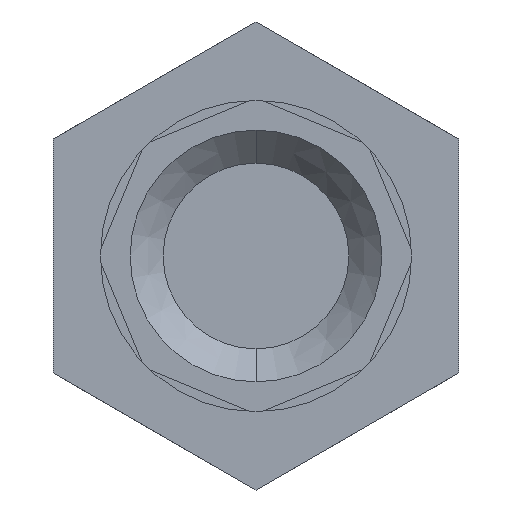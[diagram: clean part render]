
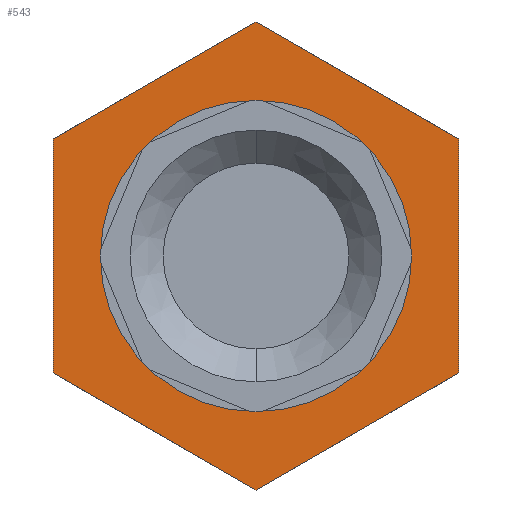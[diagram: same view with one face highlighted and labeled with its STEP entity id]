
A CAD part, front view. The second image highlights one B-rep face of the part: STEP entity #543.
In plain terms, the highlighted planar face has unit normal (0, -1, 0).
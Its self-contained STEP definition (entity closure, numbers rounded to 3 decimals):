
#470=PLANE('',#1606);
#496=FACE_BOUND('',#674,.T.);
#497=FACE_BOUND('',#675,.T.);
#543=ADVANCED_FACE('',(#496,#497),#470,.F.);
#674=EDGE_LOOP('',(#1078,#1079,#1080,#1081,#1082,#1083));
#675=EDGE_LOOP('',(#1084,#1085));
#767=LINE('',#2378,#857);
#770=LINE('',#2409,#860);
#771=LINE('',#2411,#861);
#772=LINE('',#2413,#862);
#773=LINE('',#2415,#863);
#774=LINE('',#2417,#864);
#857=VECTOR('',#1852,1.);
#860=VECTOR('',#1857,1.);
#861=VECTOR('',#1860,1.);
#862=VECTOR('',#1861,1.);
#863=VECTOR('',#1862,1.);
#864=VECTOR('',#1863,1.);
#1078=ORIENTED_EDGE('',*,*,#1377,.T.);
#1079=ORIENTED_EDGE('',*,*,#1376,.T.);
#1080=ORIENTED_EDGE('',*,*,#1372,.T.);
#1081=ORIENTED_EDGE('',*,*,#1378,.T.);
#1082=ORIENTED_EDGE('',*,*,#1379,.T.);
#1083=ORIENTED_EDGE('',*,*,#1380,.T.);
#1084=ORIENTED_EDGE('',*,*,#1381,.T.);
#1085=ORIENTED_EDGE('',*,*,#1382,.F.);
#1244=VERTEX_POINT('',#2377);
#1245=VERTEX_POINT('',#2379);
#1246=VERTEX_POINT('',#2383);
#1248=VERTEX_POINT('',#2412);
#1249=VERTEX_POINT('',#2414);
#1250=VERTEX_POINT('',#2416);
#1251=VERTEX_POINT('',#2419);
#1252=VERTEX_POINT('',#2420);
#1372=EDGE_CURVE('',#1245,#1244,#767,.T.);
#1376=EDGE_CURVE('',#1246,#1245,#770,.T.);
#1377=EDGE_CURVE('',#1248,#1246,#771,.T.);
#1378=EDGE_CURVE('',#1244,#1249,#772,.T.);
#1379=EDGE_CURVE('',#1249,#1250,#773,.T.);
#1380=EDGE_CURVE('',#1250,#1248,#774,.T.);
#1381=EDGE_CURVE('',#1251,#1252,#1442,.T.);
#1382=EDGE_CURVE('',#1251,#1252,#1443,.T.);
#1442=CIRCLE('',#1604,4.19);
#1443=CIRCLE('',#1605,4.19);
#1604=AXIS2_PLACEMENT_3D('',#2418,#1864,#1865);
#1605=AXIS2_PLACEMENT_3D('',#2421,#1866,#1867);
#1606=AXIS2_PLACEMENT_3D('',#2422,#1868,#1869);
#1852=DIRECTION('',(-0.866,0.,-0.5));
#1857=DIRECTION('',(-0.866,0.,0.5));
#1860=DIRECTION('',(0.,0.,1.));
#1861=DIRECTION('',(0.,0.,-1.));
#1862=DIRECTION('',(0.866,0.,-0.5));
#1863=DIRECTION('',(0.866,0.,0.5));
#1864=DIRECTION('',(0.,1.,0.));
#1865=DIRECTION('',(0.,0.,-1.));
#1866=DIRECTION('',(0.,-1.,0.));
#1867=DIRECTION('',(0.,0.,-1.));
#1868=DIRECTION('',(0.,1.,0.));
#1869=DIRECTION('',(0.,0.,1.));
#2377=CARTESIAN_POINT('',(-5.456,-300.,3.15));
#2378=CARTESIAN_POINT('',(0.,-300.,6.3));
#2379=CARTESIAN_POINT('',(0.,-300.,6.3));
#2383=CARTESIAN_POINT('',(5.456,-300.,3.15));
#2409=CARTESIAN_POINT('',(5.456,-300.,3.15));
#2411=CARTESIAN_POINT('',(5.456,-300.,-3.15));
#2412=CARTESIAN_POINT('',(5.456,-300.,-3.15));
#2413=CARTESIAN_POINT('',(-5.456,-300.,3.15));
#2414=CARTESIAN_POINT('',(-5.456,-300.,-3.15));
#2415=CARTESIAN_POINT('',(-5.456,-300.,-3.15));
#2416=CARTESIAN_POINT('',(0.,-300.,-6.3));
#2417=CARTESIAN_POINT('',(0.,-300.,-6.3));
#2418=CARTESIAN_POINT('',(0.,-300.,0.));
#2419=CARTESIAN_POINT('',(0.,-300.,-4.19));
#2420=CARTESIAN_POINT('',(0.,-300.,4.19));
#2421=CARTESIAN_POINT('',(0.,-300.,0.));
#2422=CARTESIAN_POINT('',(0.,-300.,0.));
